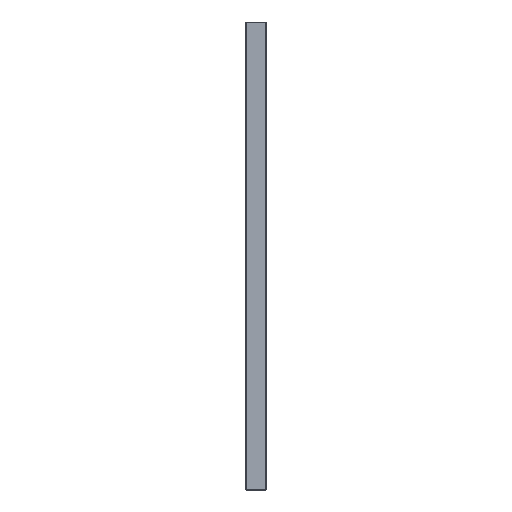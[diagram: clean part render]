
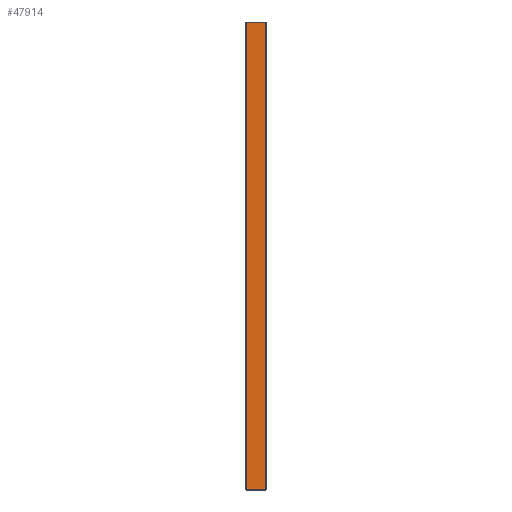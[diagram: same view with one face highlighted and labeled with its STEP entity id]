
A CAD part, front view. The second image highlights one B-rep face of the part: STEP entity #47914.
In plain terms, the highlighted planar face has unit normal (0, -1, 0).
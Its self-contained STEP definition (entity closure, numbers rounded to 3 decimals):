
#37153 = PLANE('',#37154);
#37154 = AXIS2_PLACEMENT_3D('',#37155,#37156,#37157);
#37155 = CARTESIAN_POINT('',(7.5,-15.45,0.05));
#37156 = DIRECTION('',(0.,0.707,0.707));
#37157 = DIRECTION('',(1.,0.,0.));
#37461 = PLANE('',#37462);
#37462 = AXIS2_PLACEMENT_3D('',#37463,#37464,#37465);
#37463 = CARTESIAN_POINT('',(7.5,-15.45,349.95));
#37464 = DIRECTION('',(0.,-0.707,
    0.707));
#37465 = DIRECTION('',(1.,0.,0.));
#37748 = PLANE('',#37749);
#37749 = AXIS2_PLACEMENT_3D('',#37750,#37751,#37752);
#37750 = CARTESIAN_POINT('',(-7.4,-15.4,0.));
#37751 = DIRECTION('',(-0.707,-0.707,
    0.));
#37752 = DIRECTION('',(0.,0.,1.));
#41435 = VERTEX_POINT('',#41436);
#41436 = CARTESIAN_POINT('',(7.4,-15.5,0.1));
#41457 = EDGE_CURVE('',#41435,#41458,#41460,.T.);
#41458 = VERTEX_POINT('',#41459);
#41459 = CARTESIAN_POINT('',(-7.3,-15.5,0.1));
#41460 = SURFACE_CURVE('',#41461,(#41465,#41472),.PCURVE_S1.);
#41461 = LINE('',#41462,#41463);
#41462 = CARTESIAN_POINT('',(7.5,-15.5,0.1));
#41463 = VECTOR('',#41464,1.);
#41464 = DIRECTION('',(-1.,0.,0.));
#41465 = PCURVE('',#37153,#41466);
#41466 = DEFINITIONAL_REPRESENTATION('',(#41467),#41471);
#41467 = LINE('',#41468,#41469);
#41468 = CARTESIAN_POINT('',(0.,-0.071));
#41469 = VECTOR('',#41470,1.);
#41470 = DIRECTION('',(-1.,0.));
#41471 = ( GEOMETRIC_REPRESENTATION_CONTEXT(2) 
PARAMETRIC_REPRESENTATION_CONTEXT() REPRESENTATION_CONTEXT('2D SPACE',''
  ) );
#41472 = PCURVE('',#41473,#41478);
#41473 = PLANE('',#41474);
#41474 = AXIS2_PLACEMENT_3D('',#41475,#41476,#41477);
#41475 = CARTESIAN_POINT('',(7.5,-15.5,0.));
#41476 = DIRECTION('',(0.,-1.,0.));
#41477 = DIRECTION('',(-1.,0.,0.));
#41478 = DEFINITIONAL_REPRESENTATION('',(#41479),#41483);
#41479 = LINE('',#41480,#41481);
#41480 = CARTESIAN_POINT('',(0.,-0.1));
#41481 = VECTOR('',#41482,1.);
#41482 = DIRECTION('',(1.,0.));
#41483 = ( GEOMETRIC_REPRESENTATION_CONTEXT(2) 
PARAMETRIC_REPRESENTATION_CONTEXT() REPRESENTATION_CONTEXT('2D SPACE',''
  ) );
#41750 = VERTEX_POINT('',#41751);
#41751 = CARTESIAN_POINT('',(7.4,-15.5,349.9));
#41772 = EDGE_CURVE('',#41750,#41773,#41775,.T.);
#41773 = VERTEX_POINT('',#41774);
#41774 = CARTESIAN_POINT('',(-7.3,-15.5,349.9));
#41775 = SURFACE_CURVE('',#41776,(#41780,#41787),.PCURVE_S1.);
#41776 = LINE('',#41777,#41778);
#41777 = CARTESIAN_POINT('',(7.5,-15.5,349.9));
#41778 = VECTOR('',#41779,1.);
#41779 = DIRECTION('',(-1.,0.,0.));
#41780 = PCURVE('',#37461,#41781);
#41781 = DEFINITIONAL_REPRESENTATION('',(#41782),#41786);
#41782 = LINE('',#41783,#41784);
#41783 = CARTESIAN_POINT('',(0.,-0.071));
#41784 = VECTOR('',#41785,1.);
#41785 = DIRECTION('',(-1.,0.));
#41786 = ( GEOMETRIC_REPRESENTATION_CONTEXT(2) 
PARAMETRIC_REPRESENTATION_CONTEXT() REPRESENTATION_CONTEXT('2D SPACE',''
  ) );
#41787 = PCURVE('',#41473,#41788);
#41788 = DEFINITIONAL_REPRESENTATION('',(#41789),#41793);
#41789 = LINE('',#41790,#41791);
#41790 = CARTESIAN_POINT('',(0.,-349.9));
#41791 = VECTOR('',#41792,1.);
#41792 = DIRECTION('',(1.,0.));
#41793 = ( GEOMETRIC_REPRESENTATION_CONTEXT(2) 
PARAMETRIC_REPRESENTATION_CONTEXT() REPRESENTATION_CONTEXT('2D SPACE',''
  ) );
#41929 = EDGE_CURVE('',#41458,#41773,#41930,.T.);
#41930 = SURFACE_CURVE('',#41931,(#41935,#41942),.PCURVE_S1.);
#41931 = LINE('',#41932,#41933);
#41932 = CARTESIAN_POINT('',(-7.3,-15.5,0.));
#41933 = VECTOR('',#41934,1.);
#41934 = DIRECTION('',(0.,0.,1.));
#41935 = PCURVE('',#37748,#41936);
#41936 = DEFINITIONAL_REPRESENTATION('',(#41937),#41941);
#41937 = LINE('',#41938,#41939);
#41938 = CARTESIAN_POINT('',(0.,-0.141));
#41939 = VECTOR('',#41940,1.);
#41940 = DIRECTION('',(1.,0.));
#41941 = ( GEOMETRIC_REPRESENTATION_CONTEXT(2) 
PARAMETRIC_REPRESENTATION_CONTEXT() REPRESENTATION_CONTEXT('2D SPACE',''
  ) );
#41942 = PCURVE('',#41473,#41943);
#41943 = DEFINITIONAL_REPRESENTATION('',(#41944),#41948);
#41944 = LINE('',#41945,#41946);
#41945 = CARTESIAN_POINT('',(14.8,0.));
#41946 = VECTOR('',#41947,1.);
#41947 = DIRECTION('',(0.,-1.));
#41948 = ( GEOMETRIC_REPRESENTATION_CONTEXT(2) 
PARAMETRIC_REPRESENTATION_CONTEXT() REPRESENTATION_CONTEXT('2D SPACE',''
  ) );
#47659 = PLANE('',#47660);
#47660 = AXIS2_PLACEMENT_3D('',#47661,#47662,#47663);
#47661 = CARTESIAN_POINT('',(7.45,-15.45,0.));
#47662 = DIRECTION('',(0.707,-0.707,0.));
#47663 = DIRECTION('',(0.,0.,1.));
#47914 = ADVANCED_FACE('',(#47915),#41473,.T.);
#47915 = FACE_BOUND('',#47916,.T.);
#47916 = EDGE_LOOP('',(#47917,#47938,#47939,#47940));
#47917 = ORIENTED_EDGE('',*,*,#47918,.T.);
#47918 = EDGE_CURVE('',#41435,#41750,#47919,.T.);
#47919 = SURFACE_CURVE('',#47920,(#47924,#47931),.PCURVE_S1.);
#47920 = LINE('',#47921,#47922);
#47921 = CARTESIAN_POINT('',(7.4,-15.5,0.));
#47922 = VECTOR('',#47923,1.);
#47923 = DIRECTION('',(0.,0.,1.));
#47924 = PCURVE('',#41473,#47925);
#47925 = DEFINITIONAL_REPRESENTATION('',(#47926),#47930);
#47926 = LINE('',#47927,#47928);
#47927 = CARTESIAN_POINT('',(0.1,0.));
#47928 = VECTOR('',#47929,1.);
#47929 = DIRECTION('',(0.,-1.));
#47930 = ( GEOMETRIC_REPRESENTATION_CONTEXT(2) 
PARAMETRIC_REPRESENTATION_CONTEXT() REPRESENTATION_CONTEXT('2D SPACE',''
  ) );
#47931 = PCURVE('',#47659,#47932);
#47932 = DEFINITIONAL_REPRESENTATION('',(#47933),#47937);
#47933 = LINE('',#47934,#47935);
#47934 = CARTESIAN_POINT('',(0.,0.071));
#47935 = VECTOR('',#47936,1.);
#47936 = DIRECTION('',(1.,0.));
#47937 = ( GEOMETRIC_REPRESENTATION_CONTEXT(2) 
PARAMETRIC_REPRESENTATION_CONTEXT() REPRESENTATION_CONTEXT('2D SPACE',''
  ) );
#47938 = ORIENTED_EDGE('',*,*,#41772,.T.);
#47939 = ORIENTED_EDGE('',*,*,#41929,.F.);
#47940 = ORIENTED_EDGE('',*,*,#41457,.F.);
